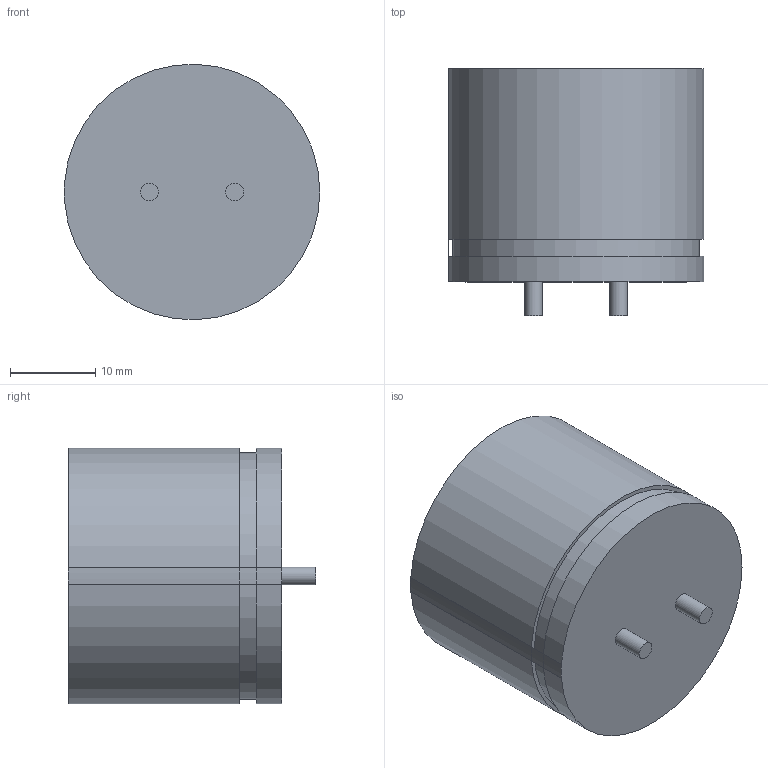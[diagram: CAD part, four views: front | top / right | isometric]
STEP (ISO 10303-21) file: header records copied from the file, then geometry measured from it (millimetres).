
FILE_DESCRIPTION( ( '' ), ' ' );
FILE_NAME( '58bff357a1545d0f69c5a416.step', '2017-03-08T12:06:51', ( '' ), ( '' ), ' ', ' ', ' ' );
FILE_SCHEMA( ( 'AUTOMOTIVE_DESIGN { 1 0 10303 214 1 1 1 1 }' ) );
Length unit declared in the file: metre
Products named in the file (3): 1; 2; 3
Bounding box: 30.01 x 29.1 x 29.98 mm (x, y, z)
Volume: 17526.4 mm3; surface area: 3946.9 mm2
Topology: 3 solids, 3 shells, 24 faces, 46 edges, 28 vertices
Faces by surface type: plane 16, cylinder 8
Full cylindrical faces by diameter (mm): 2.1 x2, 22.756 x1, 29 x1
Entity records: 808 total; most frequent: DIRECTION 114, CARTESIAN_POINT 95, ORIENTED_EDGE 82, AXIS2_PLACEMENT_3D 46, EDGE_CURVE 41, EDGE_LOOP 30, FACE_OUTER_BOUND 28, VERTEX_POINT 27
